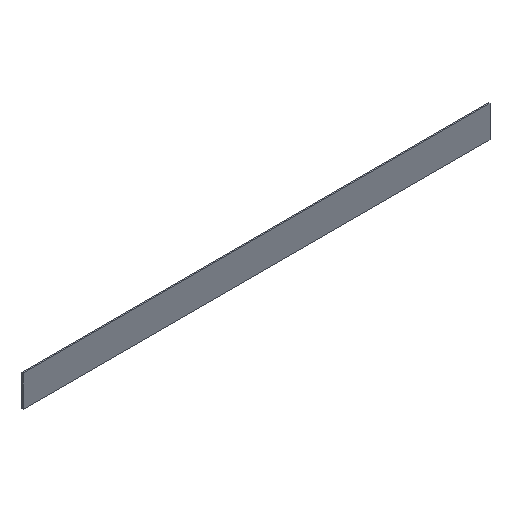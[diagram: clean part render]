
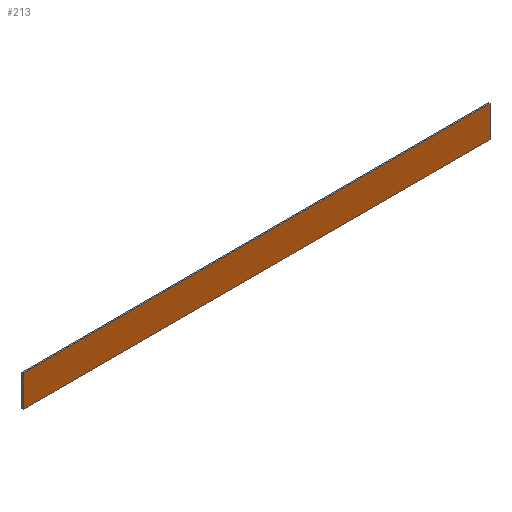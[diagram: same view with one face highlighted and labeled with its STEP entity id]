
A CAD part, isometric view. The second image highlights one B-rep face of the part: STEP entity #213.
In plain terms, the highlighted planar face has unit normal (0, -1, 0).
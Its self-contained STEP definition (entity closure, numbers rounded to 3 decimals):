
#3 = DIRECTION ( 'NONE',  ( 0., 0., 1. ) ) ;
#5 = EDGE_CURVE ( 'NONE', #211, #74, #64, .T. ) ;
#14 = ORIENTED_EDGE ( 'NONE', *, *, #219, .F. ) ;
#21 = ORIENTED_EDGE ( 'NONE', *, *, #205, .F. ) ;
#23 = VECTOR ( 'NONE', #3, 1000. ) ;
#27 = ORIENTED_EDGE ( 'NONE', *, *, #175, .F. ) ;
#28 = CARTESIAN_POINT ( 'NONE',  ( 375., 0., 25.4 ) ) ;
#31 = VERTEX_POINT ( 'NONE', #201 ) ;
#42 = ORIENTED_EDGE ( 'NONE', *, *, #5, .F. ) ;
#43 = VECTOR ( 'NONE', #119, 1000. ) ;
#50 = AXIS2_PLACEMENT_3D ( 'NONE', #230, #65, #157 ) ;
#62 = EDGE_LOOP ( 'NONE', ( #42, #27, #14, #21 ) ) ;
#64 = LINE ( 'NONE', #183, #23 ) ;
#65 = DIRECTION ( 'NONE',  ( 0., 1., 0. ) ) ;
#68 = DIRECTION ( 'NONE',  ( 0., 0., -1. ) ) ;
#74 = VERTEX_POINT ( 'NONE', #151 ) ;
#79 = VECTOR ( 'NONE', #115, 1000. ) ;
#95 = CARTESIAN_POINT ( 'NONE',  ( 375., 0., 25.4 ) ) ;
#96 = FACE_OUTER_BOUND ( 'NONE', #62, .T. ) ;
#98 = CARTESIAN_POINT ( 'NONE',  ( -375., 0., -25.4 ) ) ;
#100 = CARTESIAN_POINT ( 'NONE',  ( 375., 0., 25.4 ) ) ;
#102 = PLANE ( 'NONE',  #50 ) ;
#115 = DIRECTION ( 'NONE',  ( 1., 0., 0. ) ) ;
#119 = DIRECTION ( 'NONE',  ( -1., 0., 0. ) ) ;
#124 = LINE ( 'NONE', #28, #228 ) ;
#125 = VERTEX_POINT ( 'NONE', #95 ) ;
#131 = LINE ( 'NONE', #100, #79 ) ;
#141 = LINE ( 'NONE', #207, #43 ) ;
#151 = CARTESIAN_POINT ( 'NONE',  ( -375., 0., 25.4 ) ) ;
#157 = DIRECTION ( 'NONE',  ( 0., 0., 1. ) ) ;
#175 = EDGE_CURVE ( 'NONE', #31, #211, #141, .T. ) ;
#183 = CARTESIAN_POINT ( 'NONE',  ( -375., 0., 25.4 ) ) ;
#201 = CARTESIAN_POINT ( 'NONE',  ( 375., 0., -25.4 ) ) ;
#205 = EDGE_CURVE ( 'NONE', #74, #125, #131, .T. ) ;
#207 = CARTESIAN_POINT ( 'NONE',  ( 375., 0., -25.4 ) ) ;
#211 = VERTEX_POINT ( 'NONE', #98 ) ;
#213 = ADVANCED_FACE ( 'NONE', ( #96 ), #102, .F. ) ;
#219 = EDGE_CURVE ( 'NONE', #125, #31, #124, .T. ) ;
#228 = VECTOR ( 'NONE', #68, 1000. ) ;
#230 = CARTESIAN_POINT ( 'NONE',  ( 0., 0., 0. ) ) ;
